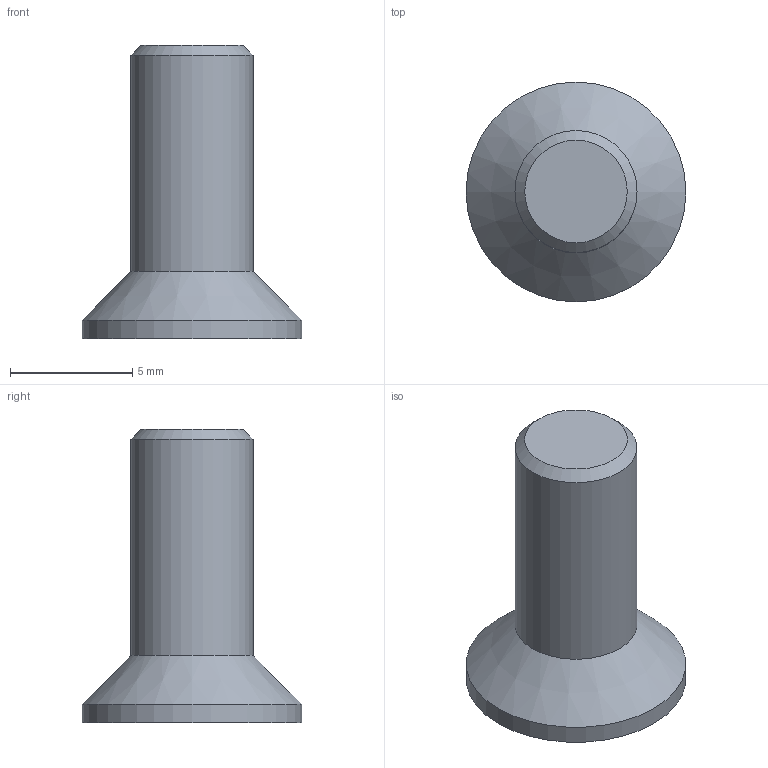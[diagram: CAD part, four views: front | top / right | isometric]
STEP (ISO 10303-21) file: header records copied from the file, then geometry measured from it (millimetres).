
FILE_DESCRIPTION (( 'STEP AP203' ), '1' );
FILE_NAME ('VTR500_Default.step', '2025-05-14T13:11:43', ( 'Windows User' ), ( 'AUTOMATION DIRECT' ), 'SwSTEP 2.0', 'SolidWorks 2024', '' );
FILE_SCHEMA (( 'CONFIG_CONTROL_DESIGN' ));
Length unit declared in the file: millimetre
Products named in the file (1): VTR500_Default
Bounding box: 9 x 9 x 12 mm (x, y, z)
Volume: 295.8 mm3; surface area: 340.4 mm2
Topology: 1 solids, 1 shells, 19 faces, 45 edges, 29 vertices
Faces by surface type: plane 11, cone 6, cylinder 2
Full cylindrical faces by diameter (mm): 5 x1, 9 x1
Entity records: 613 total; most frequent: CARTESIAN_POINT 114, DIRECTION 86, ORIENTED_EDGE 82, EDGE_CURVE 41, AXIS2_PLACEMENT_3D 33, VERTEX_POINT 29, EDGE_LOOP 24, FACE_OUTER_BOUND 21
